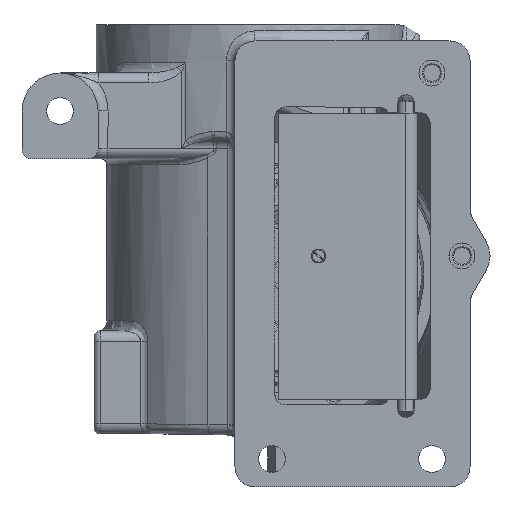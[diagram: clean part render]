
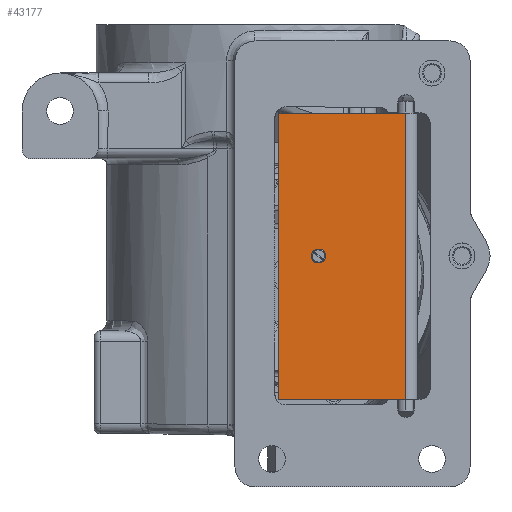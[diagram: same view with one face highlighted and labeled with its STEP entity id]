
A CAD part, front view. The second image highlights one B-rep face of the part: STEP entity #43177.
In plain terms, the highlighted planar face has unit normal (0, -1, 0).
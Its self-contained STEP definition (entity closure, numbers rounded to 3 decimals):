
#12016 = EDGE_LOOP ( 'NONE', ( #48074, #48075, #48076, #48077 ) ) ;
#12033 = EDGE_LOOP ( 'NONE', ( #48072, #48073 ) ) ;
#33109 = AXIS2_PLACEMENT_3D ( 'NONE', #44889, #44890, #44891 ) ;
#33128 = AXIS2_PLACEMENT_3D ( 'NONE', #44879, #44887, #44888 ) ;
#34262 = CARTESIAN_POINT ( 'NONE',  ( 14.25, -94.5, -62. ) ) ;
#34263 = CARTESIAN_POINT ( 'NONE',  ( 14.25, -94.5, 81. ) ) ;
#34267 = CARTESIAN_POINT ( 'NONE',  ( 77.75, -94.5, 81. ) ) ;
#34269 = CARTESIAN_POINT ( 'NONE',  ( 77.75, -94.5, -62. ) ) ;
#34271 = CARTESIAN_POINT ( 'NONE',  ( 31.95, -94.5, 9.5 ) ) ;
#34272 = CARTESIAN_POINT ( 'NONE',  ( 36.55, -94.5, 9.5 ) ) ;
#43177 = ADVANCED_FACE ( 'NONE', ( #91578, #91590 ), #95660, .F. ) ;
#44856 = CARTESIAN_POINT ( 'NONE',  ( 14.25, -94.5, 81. ) ) ;
#44857 = DIRECTION ( 'NONE',  ( 0., 0., -1. ) ) ;
#44873 = CARTESIAN_POINT ( 'NONE',  ( 77.75, -94.5, 81. ) ) ;
#44874 = DIRECTION ( 'NONE',  ( 1., 0., 0. ) ) ;
#44879 = CARTESIAN_POINT ( 'NONE',  ( 34.25, -94.5, 9.5 ) ) ;
#44884 = CARTESIAN_POINT ( 'NONE',  ( 77.75, -94.5, 81. ) ) ;
#44885 = DIRECTION ( 'NONE',  ( 0., 0., -1. ) ) ;
#44887 = DIRECTION ( 'NONE',  ( 0., -1., 0. ) ) ;
#44888 = DIRECTION ( 'NONE',  ( -1., 0., 0. ) ) ;
#44889 = CARTESIAN_POINT ( 'NONE',  ( 34.25, -94.5, 9.5 ) ) ;
#44890 = DIRECTION ( 'NONE',  ( 0., -1., 0. ) ) ;
#44891 = DIRECTION ( 'NONE',  ( -1., 0., 0. ) ) ;
#44892 = CARTESIAN_POINT ( 'NONE',  ( 77.75, -94.5, -62. ) ) ;
#44893 = DIRECTION ( 'NONE',  ( 1., 0., 0. ) ) ;
#45174 = LINE ( 'NONE', #44856, #45175 ) ;
#45175 = VECTOR ( 'NONE', #44857, 1000. ) ;
#45178 = VECTOR ( 'NONE', #44874, 1000. ) ;
#45182 = LINE ( 'NONE', #44873, #45178 ) ;
#45184 = VECTOR ( 'NONE', #44885, 1000. ) ;
#45189 = LINE ( 'NONE', #44884, #45184 ) ;
#45190 = VECTOR ( 'NONE', #44893, 1000. ) ;
#45193 = LINE ( 'NONE', #44892, #45190 ) ;
#45194 = CIRCLE ( 'NONE', #33128, 2.3 ) ;
#45195 = CIRCLE ( 'NONE', #33109, 2.3 ) ;
#48072 = ORIENTED_EDGE ( 'NONE', *, *, #66640, .F. ) ;
#48073 = ORIENTED_EDGE ( 'NONE', *, *, #66639, .F. ) ;
#48074 = ORIENTED_EDGE ( 'NONE', *, *, #66641, .T. ) ;
#48075 = ORIENTED_EDGE ( 'NONE', *, *, #66638, .F. ) ;
#48076 = ORIENTED_EDGE ( 'NONE', *, *, #66632, .F. ) ;
#48077 = ORIENTED_EDGE ( 'NONE', *, *, #66625, .T. ) ;
#65589 = VERTEX_POINT ( 'NONE', #34262 ) ;
#65590 = VERTEX_POINT ( 'NONE', #34263 ) ;
#65594 = VERTEX_POINT ( 'NONE', #34267 ) ;
#65596 = VERTEX_POINT ( 'NONE', #34269 ) ;
#65598 = VERTEX_POINT ( 'NONE', #34271 ) ;
#65599 = VERTEX_POINT ( 'NONE', #34272 ) ;
#66625 = EDGE_CURVE ( 'NONE', #65590, #65589, #45174, .T. ) ;
#66632 = EDGE_CURVE ( 'NONE', #65590, #65594, #45182, .T. ) ;
#66638 = EDGE_CURVE ( 'NONE', #65594, #65596, #45189, .T. ) ;
#66639 = EDGE_CURVE ( 'NONE', #65599, #65598, #45194, .T. ) ;
#66640 = EDGE_CURVE ( 'NONE', #65598, #65599, #45195, .T. ) ;
#66641 = EDGE_CURVE ( 'NONE', #65589, #65596, #45193, .T. ) ;
#73005 = AXIS2_PLACEMENT_3D ( 'NONE', #95659, #95673, #95675 ) ;
#91578 = FACE_BOUND ( 'NONE', #12033, .T. ) ;
#91590 = FACE_OUTER_BOUND ( 'NONE', #12016, .T. ) ;
#95659 = CARTESIAN_POINT ( 'NONE',  ( 77.75, -94.5, 81. ) ) ;
#95660 = PLANE ( 'NONE',  #73005 ) ;
#95673 = DIRECTION ( 'NONE',  ( 0., 1., 0. ) ) ;
#95675 = DIRECTION ( 'NONE',  ( -1., 0., 0. ) ) ;
